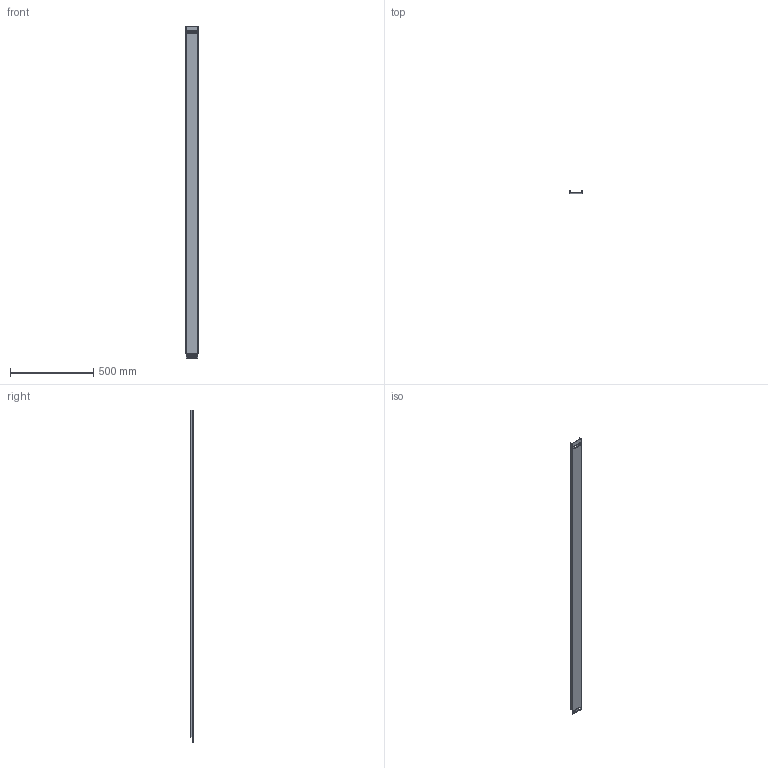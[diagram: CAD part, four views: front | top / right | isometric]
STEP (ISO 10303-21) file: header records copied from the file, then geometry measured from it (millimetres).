
FILE_DESCRIPTION((''),'2;1');
FILE_NAME('715157_PRT','2018-11-09T09:59:13',('tomasz.grudniewski'),(''),'CREO PARAMETRIC BY PTC INC, 2018260','CREO PARAMETRIC BY PTC INC, 2018260','');
FILE_SCHEMA(('CONFIG_CONTROL_DESIGN'));
Length unit declared in the file: millimetre
Products named in the file (1): 715157_PRT
Bounding box: 75 x 15 x 2000 mm (x, y, z)
Volume: 296865.4 mm3; surface area: 402840.6 mm2
Topology: 1 solids, 1 shells, 64 faces, 170 edges, 108 vertices
Faces by surface type: plane 40, cylinder 24
Entity records: 2052 total; most frequent: DIRECTION 346, CARTESIAN_POINT 342, ORIENTED_EDGE 340, EDGE_CURVE 170, VECTOR 122, LINE 122, AXIS2_PLACEMENT_3D 112, VERTEX_POINT 108
